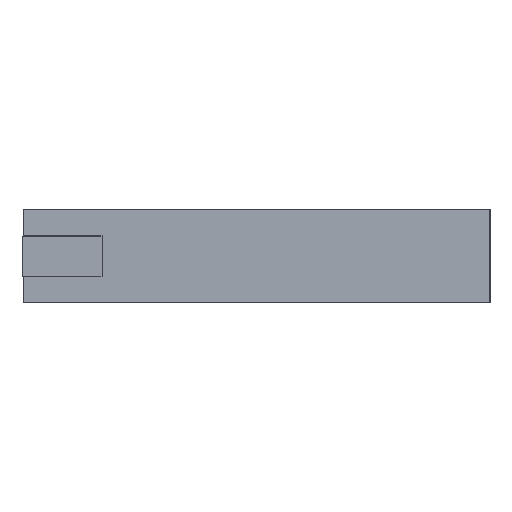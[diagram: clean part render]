
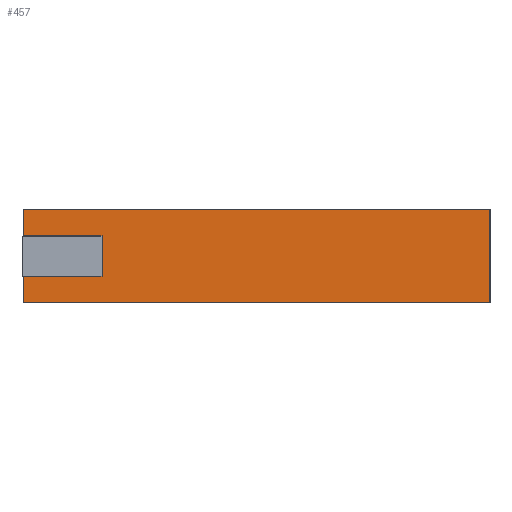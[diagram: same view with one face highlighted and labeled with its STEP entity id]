
A CAD part, left-side view. The second image highlights one B-rep face of the part: STEP entity #457.
In plain terms, the highlighted planar face has unit normal (-1, 0, 0).
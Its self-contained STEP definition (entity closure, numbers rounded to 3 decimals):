
#3 = CARTESIAN_POINT ( 'NONE',  ( 0., 0., 4. ) ) ;
#15 = VECTOR ( 'NONE', #1255, 1000. ) ;
#41 = VECTOR ( 'NONE', #390, 1000. ) ;
#47 = VERTEX_POINT ( 'NONE', #1320 ) ;
#96 = DIRECTION ( 'NONE',  ( 0., 0., -1. ) ) ;
#114 = CARTESIAN_POINT ( 'NONE',  ( 0., -11.8, 10. ) ) ;
#129 = VECTOR ( 'NONE', #96, 1000. ) ;
#137 = CARTESIAN_POINT ( 'NONE',  ( 0., 0., 14. ) ) ;
#186 = VECTOR ( 'NONE', #1340, 1000. ) ;
#196 = CARTESIAN_POINT ( 'NONE',  ( 0., 0., 0. ) ) ;
#207 = LINE ( 'NONE', #3, #15 ) ;
#209 = VECTOR ( 'NONE', #1016, 1000. ) ;
#225 = CARTESIAN_POINT ( 'NONE',  ( 0., 0., 14. ) ) ;
#241 = VERTEX_POINT ( 'NONE', #1014 ) ;
#323 = LINE ( 'NONE', #225, #129 ) ;
#338 = EDGE_CURVE ( 'NONE', #428, #1282, #1123, .T. ) ;
#362 = AXIS2_PLACEMENT_3D ( 'NONE', #137, #978, #955 ) ;
#390 = DIRECTION ( 'NONE',  ( 0., 0., -1. ) ) ;
#407 = CARTESIAN_POINT ( 'NONE',  ( 0., -11.8, 4. ) ) ;
#428 = VERTEX_POINT ( 'NONE', #460 ) ;
#429 = CARTESIAN_POINT ( 'NONE',  ( 0., -11.8, 4. ) ) ;
#435 = ORIENTED_EDGE ( 'NONE', *, *, #949, .F. ) ;
#443 = VECTOR ( 'NONE', #1010, 1000. ) ;
#457 = ADVANCED_FACE ( 'NONE', ( #730 ), #945, .F. ) ;
#460 = CARTESIAN_POINT ( 'NONE',  ( 0., 0., 14. ) ) ;
#502 = ORIENTED_EDGE ( 'NONE', *, *, #785, .T. ) ;
#549 = CARTESIAN_POINT ( 'NONE',  ( 0., 0., 10. ) ) ;
#557 = VECTOR ( 'NONE', #880, 1000. ) ;
#589 = EDGE_CURVE ( 'NONE', #1318, #47, #1322, .T. ) ;
#604 = ORIENTED_EDGE ( 'NONE', *, *, #1130, .T. ) ;
#644 = CARTESIAN_POINT ( 'NONE',  ( 0., 0., 14. ) ) ;
#662 = CARTESIAN_POINT ( 'NONE',  ( 0., -70., 14. ) ) ;
#694 = CARTESIAN_POINT ( 'NONE',  ( 0., 0., 4. ) ) ;
#703 = ORIENTED_EDGE ( 'NONE', *, *, #763, .F. ) ;
#730 = FACE_OUTER_BOUND ( 'NONE', #797, .T. ) ;
#746 = VERTEX_POINT ( 'NONE', #967 ) ;
#763 = EDGE_CURVE ( 'NONE', #960, #984, #1440, .T. ) ;
#770 = ORIENTED_EDGE ( 'NONE', *, *, #1469, .F. ) ;
#785 = EDGE_CURVE ( 'NONE', #428, #746, #323, .T. ) ;
#797 = EDGE_LOOP ( 'NONE', ( #1200, #991, #604, #770, #1396, #502, #435, #703 ) ) ;
#830 = EDGE_CURVE ( 'NONE', #1318, #960, #207, .T. ) ;
#880 = DIRECTION ( 'NONE',  ( 0., 0., -1. ) ) ;
#945 = PLANE ( 'NONE',  #362 ) ;
#949 = EDGE_CURVE ( 'NONE', #984, #746, #1261, .T. ) ;
#955 = DIRECTION ( 'NONE',  ( 0., 1., 0. ) ) ;
#960 = VERTEX_POINT ( 'NONE', #429 ) ;
#967 = CARTESIAN_POINT ( 'NONE',  ( 0., 0., 10. ) ) ;
#969 = CARTESIAN_POINT ( 'NONE',  ( 0., -70., 14. ) ) ;
#978 = DIRECTION ( 'NONE',  ( 1., 0., 0. ) ) ;
#980 = LINE ( 'NONE', #196, #186 ) ;
#984 = VERTEX_POINT ( 'NONE', #114 ) ;
#991 = ORIENTED_EDGE ( 'NONE', *, *, #589, .T. ) ;
#1010 = DIRECTION ( 'NONE',  ( 0., -1., 0. ) ) ;
#1014 = CARTESIAN_POINT ( 'NONE',  ( 0., -70., 0. ) ) ;
#1016 = DIRECTION ( 'NONE',  ( 0., 0., 1. ) ) ;
#1123 = LINE ( 'NONE', #1239, #443 ) ;
#1130 = EDGE_CURVE ( 'NONE', #47, #241, #980, .T. ) ;
#1200 = ORIENTED_EDGE ( 'NONE', *, *, #830, .F. ) ;
#1239 = CARTESIAN_POINT ( 'NONE',  ( 0., 0., 14. ) ) ;
#1255 = DIRECTION ( 'NONE',  ( 0., -1., 0. ) ) ;
#1261 = LINE ( 'NONE', #549, #1432 ) ;
#1282 = VERTEX_POINT ( 'NONE', #969 ) ;
#1318 = VERTEX_POINT ( 'NONE', #694 ) ;
#1320 = CARTESIAN_POINT ( 'NONE',  ( 0., 0., 0. ) ) ;
#1322 = LINE ( 'NONE', #644, #41 ) ;
#1323 = LINE ( 'NONE', #662, #557 ) ;
#1340 = DIRECTION ( 'NONE',  ( 0., -1., 0. ) ) ;
#1396 = ORIENTED_EDGE ( 'NONE', *, *, #338, .F. ) ;
#1432 = VECTOR ( 'NONE', #1461, 1000. ) ;
#1440 = LINE ( 'NONE', #407, #209 ) ;
#1461 = DIRECTION ( 'NONE',  ( 0., 1., 0. ) ) ;
#1469 = EDGE_CURVE ( 'NONE', #1282, #241, #1323, .T. ) ;
